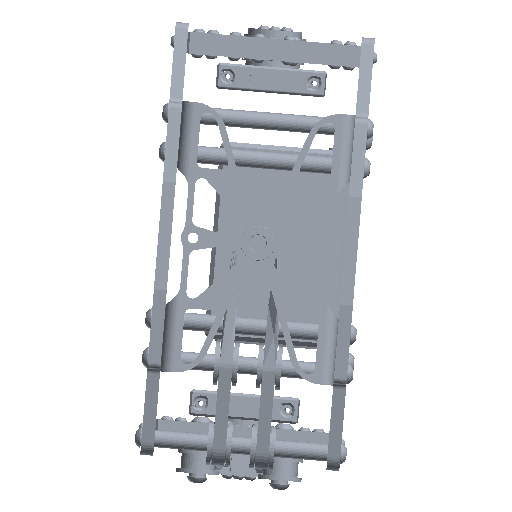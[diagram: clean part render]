
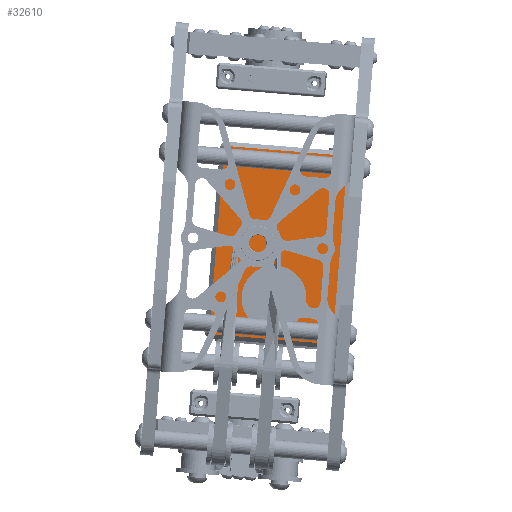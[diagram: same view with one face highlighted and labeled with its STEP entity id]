
A CAD part, front view. The second image highlights one B-rep face of the part: STEP entity #32610.
In plain terms, the highlighted face is planar.
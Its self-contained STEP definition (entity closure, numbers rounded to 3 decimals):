
#2253=LINE('',#51130,#4722);
#2254=LINE('',#51134,#4723);
#2255=LINE('',#51138,#4724);
#2256=LINE('',#51141,#4725);
#4722=VECTOR('',#40706,1000.);
#4723=VECTOR('',#40709,1000.);
#4724=VECTOR('',#40712,1000.);
#4725=VECTOR('',#40715,1000.);
#7469=FACE_BOUND('',#10182,.T.);
#8168=FACE_OUTER_BOUND('',#10181,.T.);
#10181=EDGE_LOOP('',(#24036,#24037,#24038,#24039,#24040,#24041,#24042,#24043));
#10182=EDGE_LOOP('',(#24044));
#12324=CIRCLE('',#35216,15.);
#12338=CIRCLE('',#35242,1.);
#12339=CIRCLE('',#35243,1.);
#12340=CIRCLE('',#35244,1.);
#12341=CIRCLE('',#35245,1.);
#14528=VERTEX_POINT('',#51059);
#14550=VERTEX_POINT('',#51126);
#14551=VERTEX_POINT('',#51127);
#14552=VERTEX_POINT('',#51129);
#14553=VERTEX_POINT('',#51131);
#14554=VERTEX_POINT('',#51133);
#14555=VERTEX_POINT('',#51135);
#14556=VERTEX_POINT('',#51137);
#14557=VERTEX_POINT('',#51139);
#18029=EDGE_CURVE('',#14528,#14528,#12324,.T.);
#18062=EDGE_CURVE('',#14550,#14551,#12338,.T.);
#18063=EDGE_CURVE('',#14551,#14552,#2253,.T.);
#18064=EDGE_CURVE('',#14552,#14553,#12339,.T.);
#18065=EDGE_CURVE('',#14553,#14554,#2254,.T.);
#18066=EDGE_CURVE('',#14554,#14555,#12340,.T.);
#18067=EDGE_CURVE('',#14555,#14556,#2255,.T.);
#18068=EDGE_CURVE('',#14556,#14557,#12341,.T.);
#18069=EDGE_CURVE('',#14557,#14550,#2256,.T.);
#24036=ORIENTED_EDGE('',*,*,#18062,.T.);
#24037=ORIENTED_EDGE('',*,*,#18063,.T.);
#24038=ORIENTED_EDGE('',*,*,#18064,.T.);
#24039=ORIENTED_EDGE('',*,*,#18065,.T.);
#24040=ORIENTED_EDGE('',*,*,#18066,.T.);
#24041=ORIENTED_EDGE('',*,*,#18067,.T.);
#24042=ORIENTED_EDGE('',*,*,#18068,.T.);
#24043=ORIENTED_EDGE('',*,*,#18069,.T.);
#24044=ORIENTED_EDGE('',*,*,#18029,.T.);
#31604=PLANE('',#35241);
#32610=ADVANCED_FACE('',(#8168,#7469),#31604,.T.);
#35216=AXIS2_PLACEMENT_3D('',#51060,#40633,#40634);
#35241=AXIS2_PLACEMENT_3D('',#51125,#40702,#40703);
#35242=AXIS2_PLACEMENT_3D('',#51128,#40704,#40705);
#35243=AXIS2_PLACEMENT_3D('',#51132,#40707,#40708);
#35244=AXIS2_PLACEMENT_3D('',#51136,#40710,#40711);
#35245=AXIS2_PLACEMENT_3D('',#51140,#40713,#40714);
#40633=DIRECTION('center_axis',(0.,0.,-1.));
#40634=DIRECTION('ref_axis',(1.,0.,0.));
#40702=DIRECTION('center_axis',(0.,0.,1.));
#40703=DIRECTION('ref_axis',(1.,0.,0.));
#40704=DIRECTION('center_axis',(0.,0.,1.));
#40705=DIRECTION('ref_axis',(1.,0.,0.));
#40706=DIRECTION('',(-1.,0.,0.));
#40707=DIRECTION('center_axis',(0.,0.,1.));
#40708=DIRECTION('ref_axis',(1.,0.,0.));
#40709=DIRECTION('',(0.,-1.,0.));
#40710=DIRECTION('center_axis',(0.,0.,1.));
#40711=DIRECTION('ref_axis',(1.,0.,0.));
#40712=DIRECTION('',(1.,0.,0.));
#40713=DIRECTION('center_axis',(0.,0.,1.));
#40714=DIRECTION('ref_axis',(1.,0.,0.));
#40715=DIRECTION('',(0.,1.,0.));
#51059=CARTESIAN_POINT('',(15.5,70.,35.));
#51060=CARTESIAN_POINT('Origin',(30.5,70.,35.));
#51125=CARTESIAN_POINT('Origin',(58.,3.,35.));
#51126=CARTESIAN_POINT('',(59.,88.,35.));
#51127=CARTESIAN_POINT('',(58.,89.,35.));
#51128=CARTESIAN_POINT('Origin',(58.,88.,35.));
#51129=CARTESIAN_POINT('',(3.,89.,35.));
#51130=CARTESIAN_POINT('',(3.,89.,35.));
#51131=CARTESIAN_POINT('',(2.,88.,35.));
#51132=CARTESIAN_POINT('Origin',(3.,88.,35.));
#51133=CARTESIAN_POINT('',(2.,3.,35.));
#51134=CARTESIAN_POINT('',(2.,3.,35.));
#51135=CARTESIAN_POINT('',(3.,2.,35.));
#51136=CARTESIAN_POINT('Origin',(3.,3.,35.));
#51137=CARTESIAN_POINT('',(58.,2.,35.));
#51138=CARTESIAN_POINT('',(58.,2.,35.));
#51139=CARTESIAN_POINT('',(59.,3.,35.));
#51140=CARTESIAN_POINT('Origin',(58.,3.,35.));
#51141=CARTESIAN_POINT('',(59.,88.,35.));
